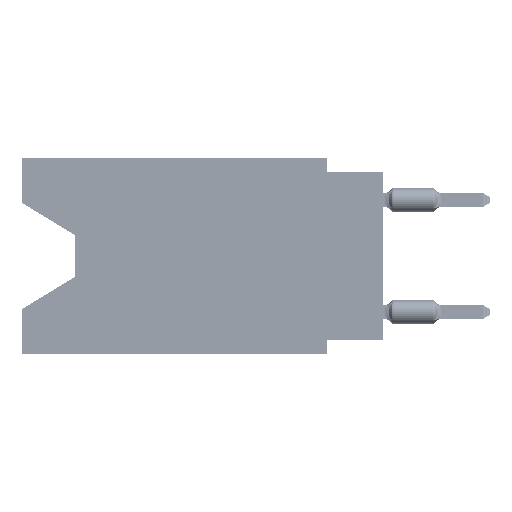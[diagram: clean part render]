
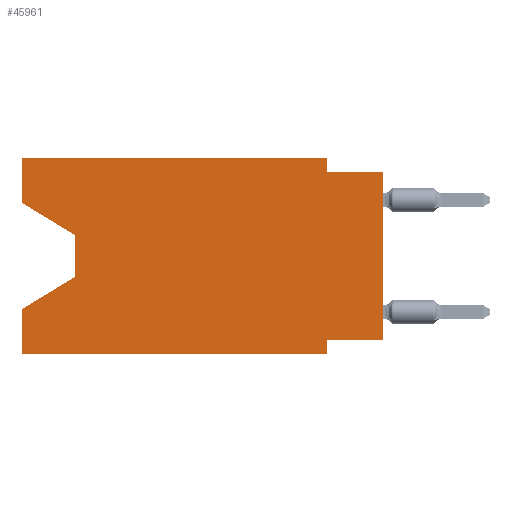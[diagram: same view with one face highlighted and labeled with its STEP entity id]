
A CAD part, left-side view. The second image highlights one B-rep face of the part: STEP entity #45961.
In plain terms, the highlighted planar face has unit normal (-1, 0, 0).
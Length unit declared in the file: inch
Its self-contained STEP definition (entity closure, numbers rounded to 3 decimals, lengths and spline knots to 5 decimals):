
#620 = LINE ( 'NONE', #60437, #78818 ) ;
#875 = CARTESIAN_POINT ( 'NONE',  ( 0., 0., -0.325 ) ) ;
#2458 = CARTESIAN_POINT ( 'NONE',  ( 0., 0.1, -0.35 ) ) ;
#4230 = DIRECTION ( 'NONE',  ( 0., 0., 1. ) ) ;
#6581 = LINE ( 'NONE', #15556, #92471 ) ;
#6605 = LINE ( 'NONE', #2458, #61267 ) ;
#7838 = CARTESIAN_POINT ( 'NONE',  ( 0., 0.1, -0.025 ) ) ;
#9932 = DIRECTION ( 'NONE',  ( 0., 0., -1. ) ) ;
#10009 = LINE ( 'NONE', #49334, #62066 ) ;
#11876 = ORIENTED_EDGE ( 'NONE', *, *, #79049, .F. ) ;
#11974 = ORIENTED_EDGE ( 'NONE', *, *, #27167, .T. ) ;
#13179 = ORIENTED_EDGE ( 'NONE', *, *, #97095, .F. ) ;
#13509 = VECTOR ( 'NONE', #4230, 39.37008 ) ;
#15556 = CARTESIAN_POINT ( 'NONE',  ( 0., 0.55, -0.212 ) ) ;
#15776 = EDGE_CURVE ( 'NONE', #37721, #77036, #6605, .T. ) ;
#18092 = VERTEX_POINT ( 'NONE', #66795 ) ;
#18693 = LINE ( 'NONE', #64074, #83971 ) ;
#19233 = DIRECTION ( 'NONE',  ( 0., -0.855, -0.519 ) ) ;
#22307 = CARTESIAN_POINT ( 'NONE',  ( 0., 0.55, -0.212 ) ) ;
#22939 = CARTESIAN_POINT ( 'NONE',  ( 0., 0.645, -0.35 ) ) ;
#23287 = VERTEX_POINT ( 'NONE', #59716 ) ;
#25676 = EDGE_CURVE ( 'NONE', #31995, #93191, #41039, .T. ) ;
#26085 = CARTESIAN_POINT ( 'NONE',  ( 0., 0.645, 0. ) ) ;
#27167 = EDGE_CURVE ( 'NONE', #18092, #87804, #620, .T. ) ;
#29008 = EDGE_CURVE ( 'NONE', #31876, #18092, #81562, .T. ) ;
#29018 = DIRECTION ( 'NONE',  ( 0., 0.855, -0.519 ) ) ;
#29429 = DIRECTION ( 'NONE',  ( 0., -1., 0. ) ) ;
#29838 = AXIS2_PLACEMENT_3D ( 'NONE', #42965, #58422, #96850 ) ;
#31092 = CARTESIAN_POINT ( 'NONE',  ( 0., 0.645, -0.08025 ) ) ;
#31277 = DIRECTION ( 'NONE',  ( 0., 1., 0. ) ) ;
#31876 = VERTEX_POINT ( 'NONE', #31092 ) ;
#31995 = VERTEX_POINT ( 'NONE', #42835 ) ;
#32588 = DIRECTION ( 'NONE',  ( 0., 0., 1. ) ) ;
#34598 = EDGE_CURVE ( 'NONE', #87804, #93191, #6581, .T. ) ;
#34923 = LINE ( 'NONE', #22939, #84587 ) ;
#35996 = PLANE ( 'NONE',  #29838 ) ;
#37391 = VECTOR ( 'NONE', #31277, 39.37008 ) ;
#37721 = VERTEX_POINT ( 'NONE', #39700 ) ;
#39356 = VERTEX_POINT ( 'NONE', #87968 ) ;
#39700 = CARTESIAN_POINT ( 'NONE',  ( 0., 0.1, -0.325 ) ) ;
#41039 = LINE ( 'NONE', #26085, #75398 ) ;
#42835 = CARTESIAN_POINT ( 'NONE',  ( 0., 0.645, -0.35 ) ) ;
#42965 = CARTESIAN_POINT ( 'NONE',  ( 0., 0.645, 0. ) ) ;
#43182 = CARTESIAN_POINT ( 'NONE',  ( 0., 0., -0.325 ) ) ;
#45460 = EDGE_CURVE ( 'NONE', #94084, #85996, #18693, .T. ) ;
#45961 = ADVANCED_FACE ( 'NONE', ( #59398 ), #35996, .F. ) ;
#48801 = EDGE_CURVE ( 'NONE', #39356, #23287, #10009, .T. ) ;
#49334 = CARTESIAN_POINT ( 'NONE',  ( 0., 0.645, 0. ) ) ;
#50309 = ORIENTED_EDGE ( 'NONE', *, *, #29008, .T. ) ;
#54752 = ORIENTED_EDGE ( 'NONE', *, *, #15776, .F. ) ;
#56039 = ORIENTED_EDGE ( 'NONE', *, *, #48801, .F. ) ;
#56342 = DIRECTION ( 'NONE',  ( 0., -1., 0. ) ) ;
#57061 = ORIENTED_EDGE ( 'NONE', *, *, #75156, .F. ) ;
#57103 = CARTESIAN_POINT ( 'NONE',  ( 0., 0.645, -0.08025 ) ) ;
#57554 = LINE ( 'NONE', #80034, #13509 ) ;
#57916 = CARTESIAN_POINT ( 'NONE',  ( 0., 0.1, 0. ) ) ;
#58422 = DIRECTION ( 'NONE',  ( 1., 0., 0. ) ) ;
#58890 = DIRECTION ( 'NONE',  ( 0., 0., -1. ) ) ;
#59398 = FACE_OUTER_BOUND ( 'NONE', #70386, .T. ) ;
#59690 = EDGE_CURVE ( 'NONE', #90574, #85996, #57554, .T. ) ;
#59716 = CARTESIAN_POINT ( 'NONE',  ( 0., 0.1, 0. ) ) ;
#60437 = CARTESIAN_POINT ( 'NONE',  ( 0., 0.55, -0.138 ) ) ;
#61267 = VECTOR ( 'NONE', #9932, 39.37008 ) ;
#61302 = ORIENTED_EDGE ( 'NONE', *, *, #34598, .T. ) ;
#61914 = DIRECTION ( 'NONE',  ( 0., 0., -1. ) ) ;
#62066 = VECTOR ( 'NONE', #56342, 39.37008 ) ;
#62701 = VECTOR ( 'NONE', #63323, 39.37008 ) ;
#63323 = DIRECTION ( 'NONE',  ( 0., 0., 1. ) ) ;
#64074 = CARTESIAN_POINT ( 'NONE',  ( 0., 0., -0.025 ) ) ;
#65045 = DIRECTION ( 'NONE',  ( 0., -1., 0. ) ) ;
#65908 = LINE ( 'NONE', #57916, #78856 ) ;
#66795 = CARTESIAN_POINT ( 'NONE',  ( 0., 0.55, -0.138 ) ) ;
#67926 = CARTESIAN_POINT ( 'NONE',  ( 0., 0.645, -0.26975 ) ) ;
#69424 = ORIENTED_EDGE ( 'NONE', *, *, #45460, .F. ) ;
#70386 = EDGE_LOOP ( 'NONE', ( #50309, #11974, #61302, #73886, #80509, #54752, #13179, #80980, #69424, #11876, #56039, #57061 ) ) ;
#71771 = LINE ( 'NONE', #80259, #62701 ) ;
#71962 = EDGE_CURVE ( 'NONE', #31995, #77036, #34923, .T. ) ;
#73886 = ORIENTED_EDGE ( 'NONE', *, *, #25676, .F. ) ;
#75156 = EDGE_CURVE ( 'NONE', #31876, #39356, #71771, .T. ) ;
#75398 = VECTOR ( 'NONE', #32588, 39.37008 ) ;
#76068 = CARTESIAN_POINT ( 'NONE',  ( 0., 0.1, -0.35 ) ) ;
#77036 = VERTEX_POINT ( 'NONE', #76068 ) ;
#78607 = LINE ( 'NONE', #875, #37391 ) ;
#78818 = VECTOR ( 'NONE', #61914, 39.37008 ) ;
#78856 = VECTOR ( 'NONE', #58890, 39.37008 ) ;
#79049 = EDGE_CURVE ( 'NONE', #23287, #94084, #65908, .T. ) ;
#80034 = CARTESIAN_POINT ( 'NONE',  ( 0., 0., 0. ) ) ;
#80259 = CARTESIAN_POINT ( 'NONE',  ( 0., 0.645, 0. ) ) ;
#80509 = ORIENTED_EDGE ( 'NONE', *, *, #71962, .T. ) ;
#80980 = ORIENTED_EDGE ( 'NONE', *, *, #59690, .T. ) ;
#81360 = CARTESIAN_POINT ( 'NONE',  ( 0., 0., -0.025 ) ) ;
#81562 = LINE ( 'NONE', #57103, #83833 ) ;
#83833 = VECTOR ( 'NONE', #19233, 39.37008 ) ;
#83971 = VECTOR ( 'NONE', #65045, 39.37008 ) ;
#84587 = VECTOR ( 'NONE', #29429, 39.37008 ) ;
#85996 = VERTEX_POINT ( 'NONE', #81360 ) ;
#87804 = VERTEX_POINT ( 'NONE', #22307 ) ;
#87968 = CARTESIAN_POINT ( 'NONE',  ( 0., 0.645, 0. ) ) ;
#90574 = VERTEX_POINT ( 'NONE', #43182 ) ;
#92471 = VECTOR ( 'NONE', #29018, 39.37008 ) ;
#93191 = VERTEX_POINT ( 'NONE', #67926 ) ;
#94084 = VERTEX_POINT ( 'NONE', #7838 ) ;
#96850 = DIRECTION ( 'NONE',  ( 0., 0., -1. ) ) ;
#97095 = EDGE_CURVE ( 'NONE', #90574, #37721, #78607, .T. ) ;
